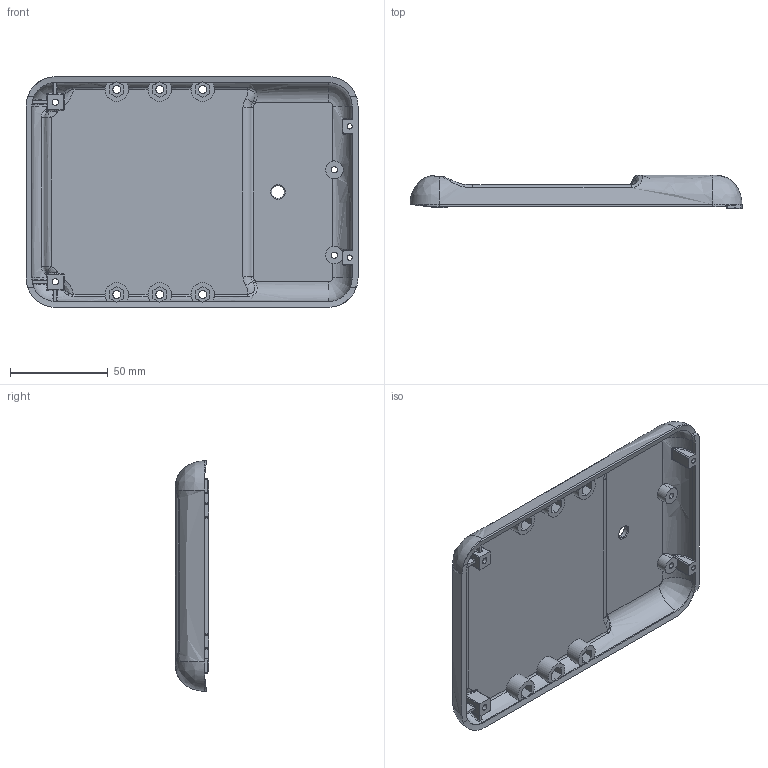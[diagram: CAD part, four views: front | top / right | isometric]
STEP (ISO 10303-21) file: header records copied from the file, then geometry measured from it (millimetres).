
FILE_DESCRIPTION (( 'STEP AP203' ), '1' );
FILE_NAME ('3D濘湛裔啣.STEP', '2021-12-07T02:16:40', ( '' ), ( '' ), 'SwSTEP 2.0', 'SolidWorks 2016', '' );
FILE_SCHEMA (( 'CONFIG_CONTROL_DESIGN' ));
Length unit declared in the file: millimetre
Products named in the file (2): 3D濘湛裔啣
Bounding box: 170 x 17 x 118 mm (x, y, z)
Volume: 58728.5 mm3; surface area: 53428 mm2
Topology: 1 solids, 1 shells, 382 faces, 1004 edges, 612 vertices
Faces by surface type: bspline 132, cylinder 108, plane 106, torus 26, sphere 10
Entity records: 20158 total; most frequent: CARTESIAN_POINT 11757, ORIENTED_EDGE 1980, DIRECTION 1388, EDGE_CURVE 990, VERTEX_POINT 606, AXIS2_PLACEMENT_3D 532, EDGE_LOOP 404, ADVANCED_FACE 382
